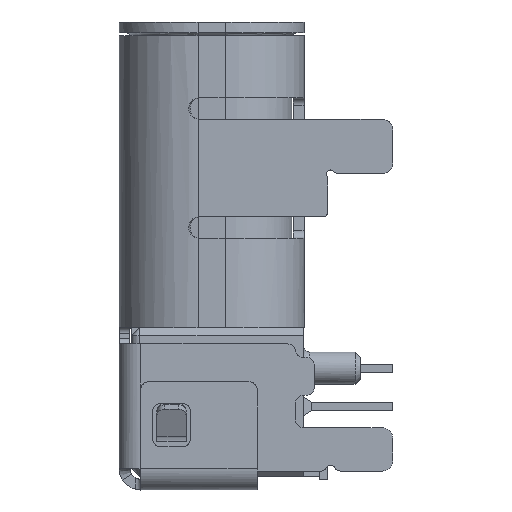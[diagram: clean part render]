
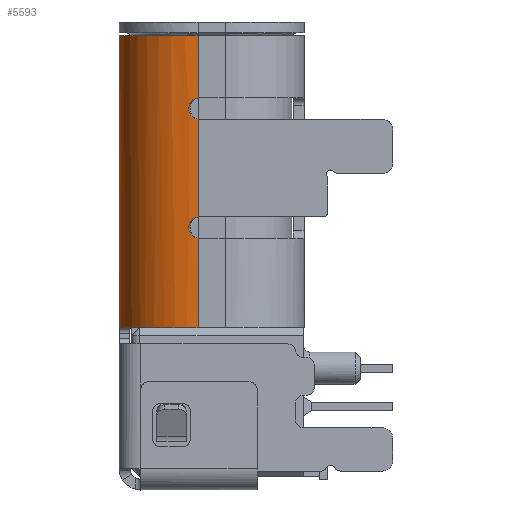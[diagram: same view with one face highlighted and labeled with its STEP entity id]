
A CAD part, left-side view. The second image highlights one B-rep face of the part: STEP entity #5593.
In plain terms, the highlighted cylindrical face has radius 1.46 mm (diameter 2.92 mm), a partial arc.
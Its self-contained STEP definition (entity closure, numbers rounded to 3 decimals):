
#244 = CARTESIAN_POINT ( 'NONE',  ( -3.14, 2., -4.589 ) ) ;
#964 = CARTESIAN_POINT ( 'NONE',  ( -4.6, 0.54, -4.5 ) ) ;
#1610 = VERTEX_POINT ( 'NONE', #26892 ) ;
#1945 = ORIENTED_EDGE ( 'NONE', *, *, #23614, .T. ) ;
#2160 = EDGE_CURVE ( 'NONE', #2215, #1610, #15590, .T. ) ;
#2215 = VERTEX_POINT ( 'NONE', #27163 ) ;
#3688 = EDGE_CURVE ( 'NONE', #39430, #31983, #8109, .T. ) ;
#4548 = CARTESIAN_POINT ( 'NONE',  ( -4.6, 0.54, -4.71 ) ) ;
#4607 = CARTESIAN_POINT ( 'NONE',  ( -3.207, 1.998, -4.505 ) ) ;
#5138 = CARTESIAN_POINT ( 'NONE',  ( -3.14, 0.54, -4.71 ) ) ;
#5399 = EDGE_CURVE ( 'NONE', #19886, #36030, #15851, .T. ) ;
#5593 = ADVANCED_FACE ( 'NONE', ( #7046 ), #8224, .T. ) ;
#5755 = VECTOR ( 'NONE', #41022, 1000. ) ;
#7046 = FACE_OUTER_BOUND ( 'NONE', #9555, .T. ) ;
#7631 = CARTESIAN_POINT ( 'NONE',  ( -4.6, 0.54, 0.9 ) ) ;
#8109 = CIRCLE ( 'NONE', #28648, 1.46 ) ;
#8224 = CYLINDRICAL_SURFACE ( 'NONE', #8773, 1.46 ) ;
#8318 = CARTESIAN_POINT ( 'NONE',  ( -3.225, 1.998, -4.501 ) ) ;
#8348 = ORIENTED_EDGE ( 'NONE', *, *, #16230, .T. ) ;
#8620 = CARTESIAN_POINT ( 'NONE',  ( -4.122, 1.62, -4.5 ) ) ;
#8773 = AXIS2_PLACEMENT_3D ( 'NONE', #5138, #45921, #45597 ) ;
#8879 = DIRECTION ( 'NONE',  ( 1., 0., 0. ) ) ;
#9423 = CIRCLE ( 'NONE', #38193, 1.46 ) ;
#9555 = EDGE_LOOP ( 'NONE', ( #11014, #42052, #34622, #38387, #10517, #28298, #26688, #1945, #8348, #10130, #41827 ) ) ;
#10130 = ORIENTED_EDGE ( 'NONE', *, *, #2160, .F. ) ;
#10347 = CARTESIAN_POINT ( 'NONE',  ( -4.6, 0.54, -0.252 ) ) ;
#10517 = ORIENTED_EDGE ( 'NONE', *, *, #47870, .T. ) ;
#11014 = ORIENTED_EDGE ( 'NONE', *, *, #3688, .T. ) ;
#11311 = CARTESIAN_POINT ( 'NONE',  ( -4.592, 0.696, -0.546 ) ) ;
#11458 = VERTEX_POINT ( 'NONE', #35922 ) ;
#11497 = CARTESIAN_POINT ( 'NONE',  ( -4.59, 0.714, -2.698 ) ) ;
#11881 = CARTESIAN_POINT ( 'NONE',  ( -3.177, 2., -4.521 ) ) ;
#11970 = CARTESIAN_POINT ( 'NONE',  ( -4.59, 0.714, -2.602 ) ) ;
#13691 = B_SPLINE_CURVE_WITH_KNOTS ( 'NONE', 3,
 ( #22480, #244, #41355, #45060, #26683, #30432, #15131, #41515, #11881, #18731, #26857, #4607, #30596, #8318, #14965, #44566 ),
 .UNSPECIFIED., .F., .F.,
 ( 4, 3, 3, 3, 3, 4 ),
 ( 0., 0., 0., 0., 0., 0. ),
 .UNSPECIFIED. ) ;
#14191 = CARTESIAN_POINT ( 'NONE',  ( -3.14, 0.54, -4.5 ) ) ;
#14387 = CARTESIAN_POINT ( 'NONE',  ( -4.59, 0.714, -0.498 ) ) ;
#14965 = CARTESIAN_POINT ( 'NONE',  ( -3.233, 1.997, -4.5 ) ) ;
#15131 = CARTESIAN_POINT ( 'NONE',  ( -3.162, 2., -4.538 ) ) ;
#15232 = CARTESIAN_POINT ( 'NONE',  ( -4.592, 0.696, -2.554 ) ) ;
#15569 = LINE ( 'NONE', #29537, #26050 ) ;
#15590 = LINE ( 'NONE', #41169, #5755 ) ;
#15835 = CARTESIAN_POINT ( 'NONE',  ( -4.6, 0.588, -0.258 ) ) ;
#15851 = B_SPLINE_CURVE_WITH_KNOTS ( 'NONE', 3,
 ( #22377, #21894, #18453, #11311, #14387, #40298, #43994, #26742, #15835, #44785 ),
 .UNSPECIFIED., .F., .F.,
 ( 4, 2, 2, 2, 4 ),
 ( 0., 0., 0., 0., 0.001 ),
 .UNSPECIFIED. ) ;
#15879 = CARTESIAN_POINT ( 'NONE',  ( -4.6, 0.588, -2.842 ) ) ;
#16230 = EDGE_CURVE ( 'NONE', #37967, #1610, #35872, .T. ) ;
#16267 = CARTESIAN_POINT ( 'NONE',  ( -4.22, 1.522, -4.5 ) ) ;
#18453 = CARTESIAN_POINT ( 'NONE',  ( -4.597, 0.633, -0.618 ) ) ;
#18687 = DIRECTION ( 'NONE',  ( 0., 0., -1. ) ) ;
#18731 = CARTESIAN_POINT ( 'NONE',  ( -3.187, 1.999, -4.515 ) ) ;
#19117 = AXIS2_PLACEMENT_3D ( 'NONE', #19167, #18687, #40844 ) ;
#19167 = CARTESIAN_POINT ( 'NONE',  ( -3.14, 0.54, 0.9 ) ) ;
#19698 = LINE ( 'NONE', #4548, #42222 ) ;
#19886 = VERTEX_POINT ( 'NONE', #26888 ) ;
#21126 = EDGE_CURVE ( 'NONE', #23239, #47984, #9423, .T. ) ;
#21894 = CARTESIAN_POINT ( 'NONE',  ( -4.6, 0.588, -0.642 ) ) ;
#22159 = DIRECTION ( 'NONE',  ( 0., 0., 1. ) ) ;
#22377 = CARTESIAN_POINT ( 'NONE',  ( -4.6, 0.54, -0.648 ) ) ;
#22480 = CARTESIAN_POINT ( 'NONE',  ( -3.14, 2., -4.6 ) ) ;
#23239 = VERTEX_POINT ( 'NONE', #16267 ) ;
#23515 = DIRECTION ( 'NONE',  ( 0., 0., 1. ) ) ;
#23614 = EDGE_CURVE ( 'NONE', #36030, #37967, #19698, .T. ) ;
#24920 = CARTESIAN_POINT ( 'NONE',  ( -4.6, 0.54, -2.848 ) ) ;
#26050 = VECTOR ( 'NONE', #36793, 1000. ) ;
#26302 = EDGE_CURVE ( 'NONE', #11458, #19886, #42751, .T. ) ;
#26481 = AXIS2_PLACEMENT_3D ( 'NONE', #14191, #22159, #37043 ) ;
#26523 = DIRECTION ( 'NONE',  ( 1., 0., 0. ) ) ;
#26683 = CARTESIAN_POINT ( 'NONE',  ( -3.149, 2., -4.556 ) ) ;
#26688 = ORIENTED_EDGE ( 'NONE', *, *, #5399, .T. ) ;
#26742 = CARTESIAN_POINT ( 'NONE',  ( -4.597, 0.633, -0.282 ) ) ;
#26857 = CARTESIAN_POINT ( 'NONE',  ( -3.196, 1.999, -4.509 ) ) ;
#26888 = CARTESIAN_POINT ( 'NONE',  ( -4.6, 0.54, -0.648 ) ) ;
#26892 = CARTESIAN_POINT ( 'NONE',  ( -3.14, 2., 0.9 ) ) ;
#26952 = CARTESIAN_POINT ( 'NONE',  ( -4.6, 0.588, -2.458 ) ) ;
#27163 = CARTESIAN_POINT ( 'NONE',  ( -3.14, 2., -4.6 ) ) ;
#27522 = EDGE_CURVE ( 'NONE', #2215, #39430, #13691, .T. ) ;
#27853 = CARTESIAN_POINT ( 'NONE',  ( -4.6, 0.54, -1.35 ) ) ;
#28298 = ORIENTED_EDGE ( 'NONE', *, *, #26302, .T. ) ;
#28648 = AXIS2_PLACEMENT_3D ( 'NONE', #33780, #30094, #26523 ) ;
#29537 = CARTESIAN_POINT ( 'NONE',  ( -4.6, 0.54, -4.71 ) ) ;
#30094 = DIRECTION ( 'NONE',  ( 0., 0., 1. ) ) ;
#30432 = CARTESIAN_POINT ( 'NONE',  ( -3.155, 2., -4.546 ) ) ;
#30596 = CARTESIAN_POINT ( 'NONE',  ( -3.218, 1.998, -4.502 ) ) ;
#30688 = CARTESIAN_POINT ( 'NONE',  ( -4.6, 0.54, -2.452 ) ) ;
#31983 = VERTEX_POINT ( 'NONE', #8620 ) ;
#33780 = CARTESIAN_POINT ( 'NONE',  ( -3.14, 0.54, -4.5 ) ) ;
#33888 = CARTESIAN_POINT ( 'NONE',  ( -4.6, 0.54, -2.848 ) ) ;
#34622 = ORIENTED_EDGE ( 'NONE', *, *, #21126, .T. ) ;
#35417 = CIRCLE ( 'NONE', #26481, 1.46 ) ;
#35872 = CIRCLE ( 'NONE', #19117, 1.46 ) ;
#35873 = VECTOR ( 'NONE', #38802, 1000. ) ;
#35922 = CARTESIAN_POINT ( 'NONE',  ( -4.6, 0.54, -2.452 ) ) ;
#36030 = VERTEX_POINT ( 'NONE', #10347 ) ;
#36793 = DIRECTION ( 'NONE',  ( 0., 0., 1. ) ) ;
#37043 = DIRECTION ( 'NONE',  ( 1., 0., 0. ) ) ;
#37912 = CARTESIAN_POINT ( 'NONE',  ( -4.592, 0.696, -2.746 ) ) ;
#37967 = VERTEX_POINT ( 'NONE', #7631 ) ;
#38072 = CARTESIAN_POINT ( 'NONE',  ( -4.597, 0.633, -2.482 ) ) ;
#38193 = AXIS2_PLACEMENT_3D ( 'NONE', #38541, #23515, #8879 ) ;
#38387 = ORIENTED_EDGE ( 'NONE', *, *, #44748, .T. ) ;
#38541 = CARTESIAN_POINT ( 'NONE',  ( -3.14, 0.54, -4.5 ) ) ;
#38802 = DIRECTION ( 'NONE',  ( 0., 0., 1. ) ) ;
#39430 = VERTEX_POINT ( 'NONE', #46991 ) ;
#39456 = VERTEX_POINT ( 'NONE', #24920 ) ;
#40164 = B_SPLINE_CURVE_WITH_KNOTS ( 'NONE', 3,
 ( #33888, #15879, #41127, #37912, #11497, #11970, #15232, #38072, #26952, #30688 ),
 .UNSPECIFIED., .F., .F.,
 ( 4, 2, 2, 2, 4 ),
 ( 0., 0., 0., 0., 0.001 ),
 .UNSPECIFIED. ) ;
#40298 = CARTESIAN_POINT ( 'NONE',  ( -4.59, 0.714, -0.402 ) ) ;
#40844 = DIRECTION ( 'NONE',  ( 1., 0., 0. ) ) ;
#41022 = DIRECTION ( 'NONE',  ( 0., 0., 1. ) ) ;
#41127 = CARTESIAN_POINT ( 'NONE',  ( -4.597, 0.633, -2.818 ) ) ;
#41169 = CARTESIAN_POINT ( 'NONE',  ( -3.14, 2., -3.1 ) ) ;
#41355 = CARTESIAN_POINT ( 'NONE',  ( -3.142, 2., -4.577 ) ) ;
#41515 = CARTESIAN_POINT ( 'NONE',  ( -3.169, 2., -4.529 ) ) ;
#41827 = ORIENTED_EDGE ( 'NONE', *, *, #27522, .T. ) ;
#42052 = ORIENTED_EDGE ( 'NONE', *, *, #43641, .T. ) ;
#42222 = VECTOR ( 'NONE', #45332, 1000. ) ;
#42751 = LINE ( 'NONE', #27853, #35873 ) ;
#43641 = EDGE_CURVE ( 'NONE', #31983, #23239, #35417, .T. ) ;
#43994 = CARTESIAN_POINT ( 'NONE',  ( -4.592, 0.696, -0.354 ) ) ;
#44566 = CARTESIAN_POINT ( 'NONE',  ( -3.24, 1.997, -4.5 ) ) ;
#44748 = EDGE_CURVE ( 'NONE', #47984, #39456, #15569, .T. ) ;
#44785 = CARTESIAN_POINT ( 'NONE',  ( -4.6, 0.54, -0.252 ) ) ;
#45060 = CARTESIAN_POINT ( 'NONE',  ( -3.146, 2., -4.567 ) ) ;
#45332 = DIRECTION ( 'NONE',  ( 0., 0., 1. ) ) ;
#45597 = DIRECTION ( 'NONE',  ( 1., 0., 0. ) ) ;
#45921 = DIRECTION ( 'NONE',  ( 0., 0., 1. ) ) ;
#46991 = CARTESIAN_POINT ( 'NONE',  ( -3.24, 1.997, -4.5 ) ) ;
#47870 = EDGE_CURVE ( 'NONE', #39456, #11458, #40164, .T. ) ;
#47984 = VERTEX_POINT ( 'NONE', #964 ) ;
